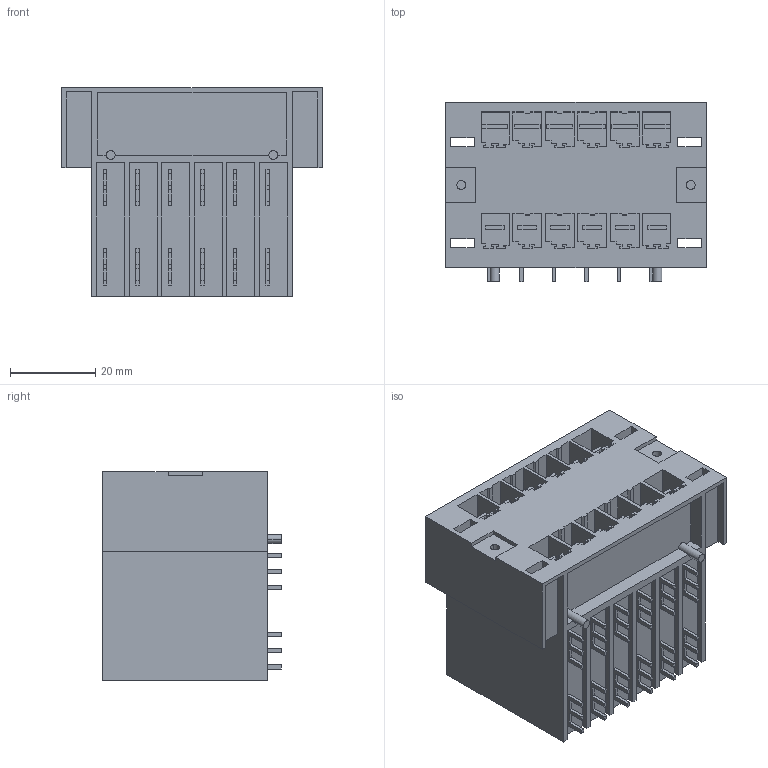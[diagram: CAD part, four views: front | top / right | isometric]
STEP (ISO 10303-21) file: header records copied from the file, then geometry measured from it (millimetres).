
FILE_DESCRIPTION(('CATIA V5 STEP Exchange','CAx-IF Rec.Pracs.--- Model Styling and Organization---1.2---2011-12-15'),'2;1');
FILE_NAME ('D1452637_0_1523990000_1523990000.stp','2017-11-04T09:12:29+00:00',('none'),('Weidmueller'),'CATIA Version 5-6 Release 2014','CATIA V5 STEP AP214','none');
FILE_SCHEMA(('AUTOMOTIVE_DESIGN { 1 0 10303 214 1 1 1 1 }'));
Length unit declared in the file: millimetre
Products named in the file (1): 1523990000
Bounding box: 61.12 x 41.9 x 48.9 mm (x, y, z)
Volume: 74685.2 mm3; surface area: 43736 mm2
Topology: 13 solids, 13 shells, 1031 faces, 2945 edges, 1965 vertices
Faces by surface type: plane 1015, cylinder 16
Entity records: 29894 total; most frequent: ORIENTED_EDGE 5890, CARTESIAN_POINT 5308, DIRECTION 3829, EDGE_CURVE 2911, VECTOR 2879, LINE 2879, VERTEX_POINT 1937, EDGE_LOOP 1088
